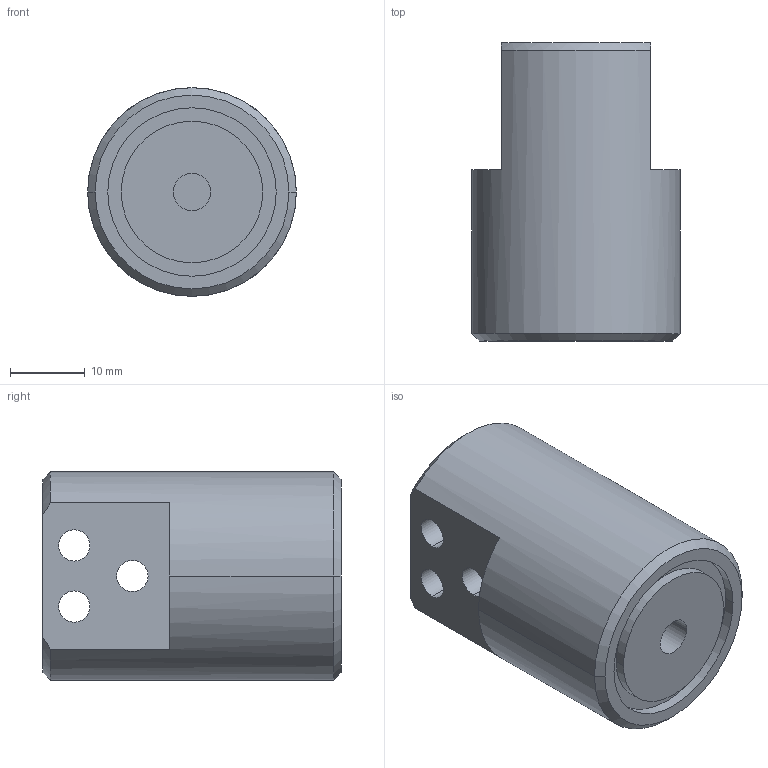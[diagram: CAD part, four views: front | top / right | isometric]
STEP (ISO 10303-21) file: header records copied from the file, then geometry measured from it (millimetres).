
FILE_DESCRIPTION((''),'2;1');
FILE_NAME('DA-14-010592','2025-05-30T13:10:25',('guozhihui'),(''),'CREO PARAMETRIC BY PTC INC, 2020044','CREO PARAMETRIC BY PTC INC, 2020044','');
FILE_SCHEMA(('CONFIG_CONTROL_DESIGN'));
Length unit declared in the file: millimetre
Products named in the file (1): DA-14-010592
Bounding box: 28 x 40 x 28 mm (x, y, z)
Volume: 21149.1 mm3; surface area: 6022.3 mm2
Topology: 1 solids, 1 shells, 33 faces, 76 edges, 50 vertices
Faces by surface type: cylinder 18, plane 11, cone 4
Entity records: 1014 total; most frequent: DIRECTION 182, CARTESIAN_POINT 173, ORIENTED_EDGE 152, AXIS2_PLACEMENT_3D 77, EDGE_CURVE 76, VERTEX_POINT 50, EDGE_LOOP 44, CIRCLE 44
